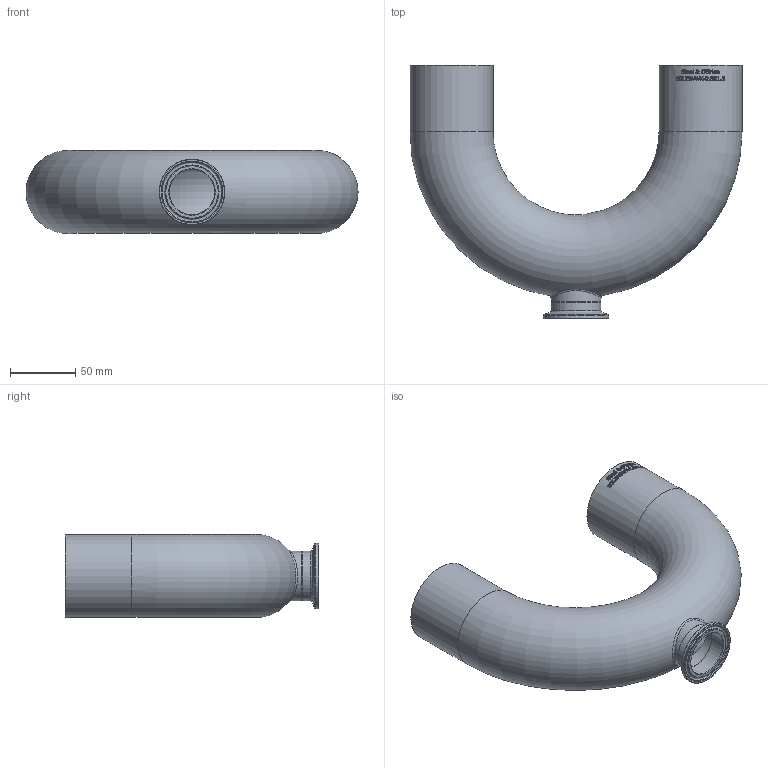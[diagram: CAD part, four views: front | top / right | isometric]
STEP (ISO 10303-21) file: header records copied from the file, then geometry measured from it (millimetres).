
FILE_DESCRIPTION(/* description */ (''),/* implementation_level */ '2;1');
FILE_NAME(/* name */ 'S2UBWWK-2.5X1.5.stp',/* time_stamp */ '2018-11-26T16:30:05-05:00',/* author */ ('rick'),/* organization */ (''),/* preprocessor_version */ 'ST-DEVELOPER v15.2',/* originating_system */ 'Autodesk Inventor 2014',/* authorisation */ '');
FILE_SCHEMA (('AUTOMOTIVE_DESIGN { 1 0 10303 214 3 1 1 }'));
Length unit declared in the file: inch
Products named in the file (1): S2UBWWK-2.5X1.5
Bounding box: 254 x 193.68 x 63.5 mm (x, y, z)
Volume: 133529.1 mm3; surface area: 160838.6 mm2
Topology: 1 solids, 1 shells, 473 faces, 1274 edges, 846 vertices
Faces by surface type: bspline 207, plane 204, cylinder 48, torus 11, cone 3
Full cylindrical faces by diameter (mm): 34.798 x2, 38.1 x2, 50.394 x1, 60.198 x2, 63.5 x2
Entity records: 18639 total; most frequent: CARTESIAN_POINT 7969, ORIENTED_EDGE 2488, DIRECTION 1642, EDGE_CURVE 1244, VERTEX_POINT 839, LINE 550, VECTOR 550, AXIS2_PLACEMENT_3D 546
